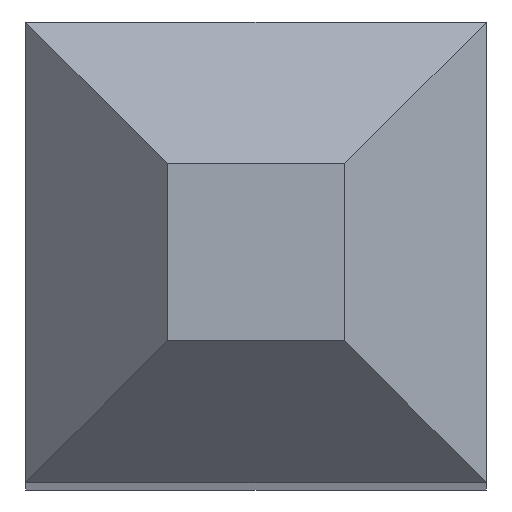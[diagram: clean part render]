
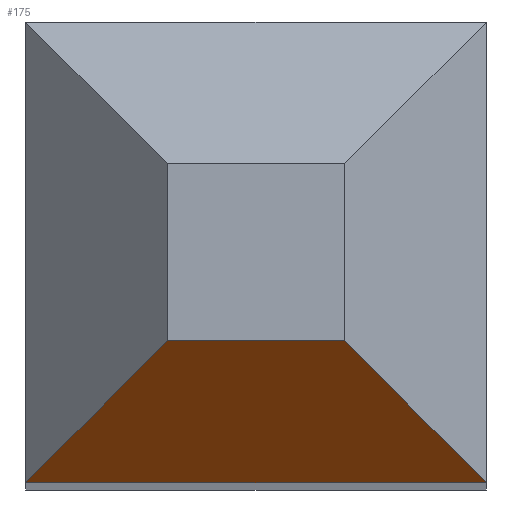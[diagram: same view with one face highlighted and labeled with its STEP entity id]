
A CAD part, top view. The second image highlights one B-rep face of the part: STEP entity #175.
In plain terms, the highlighted planar face has unit normal (0, -0.707, 0.707).
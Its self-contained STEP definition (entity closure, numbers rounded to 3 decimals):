
#23=FACE_OUTER_BOUND('',#33,.T.);
#33=EDGE_LOOP('',(#142,#143,#144,#145));
#42=LINE('',#250,#62);
#47=LINE('',#260,#67);
#52=LINE('',#269,#72);
#53=LINE('',#271,#73);
#62=VECTOR('',#204,0.65);
#67=VECTOR('',#213,0.25);
#72=VECTOR('',#224,0.346);
#73=VECTOR('',#227,0.346);
#78=VERTEX_POINT('',#241);
#80=VERTEX_POINT('',#247);
#83=VERTEX_POINT('',#257);
#84=VERTEX_POINT('',#259);
#94=EDGE_CURVE('',#80,#78,#42,.T.);
#99=EDGE_CURVE('',#83,#84,#47,.T.);
#104=EDGE_CURVE('',#83,#78,#52,.T.);
#105=EDGE_CURVE('',#80,#84,#53,.T.);
#142=ORIENTED_EDGE('',*,*,#104,.T.);
#143=ORIENTED_EDGE('',*,*,#94,.F.);
#144=ORIENTED_EDGE('',*,*,#105,.T.);
#145=ORIENTED_EDGE('',*,*,#99,.F.);
#155=PLANE('',#187);
#175=ADVANCED_FACE('',(#23),#155,.T.);
#187=AXIS2_PLACEMENT_3D('',#272,#228,#229);
#204=DIRECTION('',(-1.,0.,0.));
#213=DIRECTION('',(1.,0.,0.));
#224=DIRECTION('',(-0.577,-0.577,-0.577));
#227=DIRECTION('',(-0.577,0.577,0.577));
#228=DIRECTION('center_axis',(0.,-0.707,
0.707));
#229=DIRECTION('ref_axis',(0.,0.707,0.707));
#241=CARTESIAN_POINT('',(3.485,-15.385,11.08));
#247=CARTESIAN_POINT('',(4.135,-15.385,11.08));
#250=CARTESIAN_POINT('',(3.485,-15.385,11.08));
#257=CARTESIAN_POINT('',(3.685,-15.185,11.28));
#259=CARTESIAN_POINT('',(3.935,-15.185,11.28));
#260=CARTESIAN_POINT('',(4.135,-15.185,11.28));
#269=CARTESIAN_POINT('',(3.835,-15.035,11.43));
#271=CARTESIAN_POINT('',(3.785,-15.035,11.43));
#272=CARTESIAN_POINT('Origin',(3.485,-15.185,11.28));
